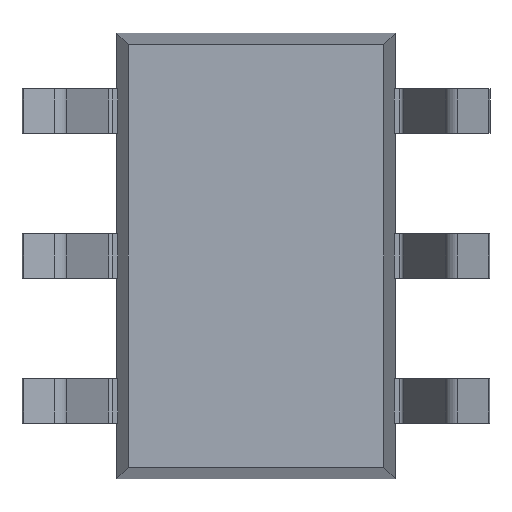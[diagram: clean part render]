
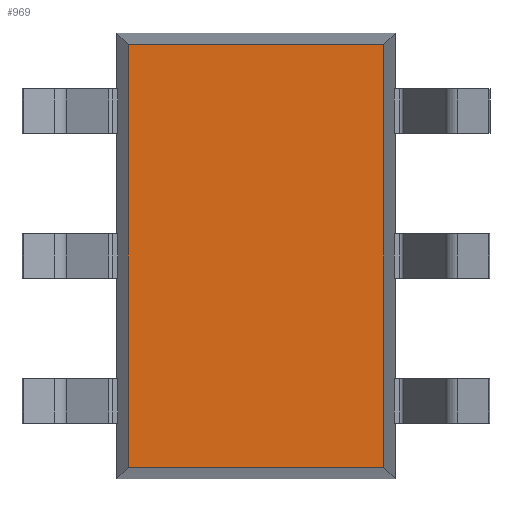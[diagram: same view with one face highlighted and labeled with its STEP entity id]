
A CAD part, front view. The second image highlights one B-rep face of the part: STEP entity #969.
In plain terms, the highlighted planar face has unit normal (0, -1, 0).
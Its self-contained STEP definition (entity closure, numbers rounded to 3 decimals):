
#14 = DIRECTION ( 'NONE',  ( 0., 0., -1. ) ) ;
#62 = VECTOR ( 'NONE', #473, 1000. ) ;
#118 = EDGE_CURVE ( 'NONE', #1237, #2212, #2315, .T. ) ;
#209 = CARTESIAN_POINT ( 'NONE',  ( 0.573, 0.053, -0.948 ) ) ;
#292 = VECTOR ( 'NONE', #2860, 1000. ) ;
#473 = DIRECTION ( 'NONE',  ( -1., 0., 0. ) ) ;
#484 = CARTESIAN_POINT ( 'NONE',  ( 0., 0.053, -0.948 ) ) ;
#501 = CARTESIAN_POINT ( 'NONE',  ( -0.573, 0.053, 0.948 ) ) ;
#556 = VERTEX_POINT ( 'NONE', #2372 ) ;
#773 = DIRECTION ( 'NONE',  ( 0., -1., 0. ) ) ;
#795 = ORIENTED_EDGE ( 'NONE', *, *, #2018, .T. ) ;
#805 = EDGE_CURVE ( 'NONE', #2212, #1920, #851, .T. ) ;
#851 = LINE ( 'NONE', #2253, #62 ) ;
#944 = CARTESIAN_POINT ( 'NONE',  ( 0., 0.053, 0. ) ) ;
#969 = ADVANCED_FACE ( 'NONE', ( #2808 ), #2297, .T. ) ;
#984 = DIRECTION ( 'NONE',  ( 1., 0., 0. ) ) ;
#1016 = CARTESIAN_POINT ( 'NONE',  ( 0.573, 0.053, 0. ) ) ;
#1168 = ORIENTED_EDGE ( 'NONE', *, *, #118, .T. ) ;
#1237 = VERTEX_POINT ( 'NONE', #209 ) ;
#1297 = CARTESIAN_POINT ( 'NONE',  ( 0.573, 0.053, 0.948 ) ) ;
#1574 = EDGE_LOOP ( 'NONE', ( #1912, #1168, #2298, #795 ) ) ;
#1807 = EDGE_CURVE ( 'NONE', #556, #1237, #2517, .T. ) ;
#1824 = CARTESIAN_POINT ( 'NONE',  ( -0.573, 0.053, 0. ) ) ;
#1834 = VECTOR ( 'NONE', #984, 1000. ) ;
#1840 = LINE ( 'NONE', #1824, #2117 ) ;
#1912 = ORIENTED_EDGE ( 'NONE', *, *, #1807, .T. ) ;
#1920 = VERTEX_POINT ( 'NONE', #501 ) ;
#2018 = EDGE_CURVE ( 'NONE', #1920, #556, #1840, .T. ) ;
#2038 = AXIS2_PLACEMENT_3D ( 'NONE', #944, #773, #2059 ) ;
#2059 = DIRECTION ( 'NONE',  ( 1., 0., 0. ) ) ;
#2117 = VECTOR ( 'NONE', #14, 1000. ) ;
#2212 = VERTEX_POINT ( 'NONE', #1297 ) ;
#2253 = CARTESIAN_POINT ( 'NONE',  ( 0., 0.053, 0.948 ) ) ;
#2297 = PLANE ( 'NONE',  #2038 ) ;
#2298 = ORIENTED_EDGE ( 'NONE', *, *, #805, .T. ) ;
#2315 = LINE ( 'NONE', #1016, #292 ) ;
#2372 = CARTESIAN_POINT ( 'NONE',  ( -0.573, 0.053, -0.948 ) ) ;
#2517 = LINE ( 'NONE', #484, #1834 ) ;
#2808 = FACE_OUTER_BOUND ( 'NONE', #1574, .T. ) ;
#2860 = DIRECTION ( 'NONE',  ( 0., 0., 1. ) ) ;
